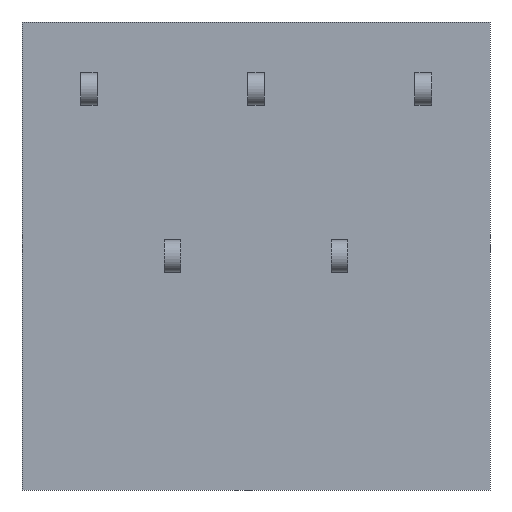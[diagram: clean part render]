
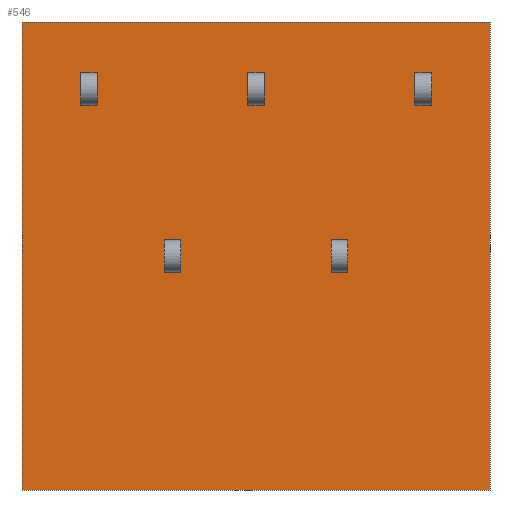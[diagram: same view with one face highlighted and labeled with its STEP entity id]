
A CAD part, front view. The second image highlights one B-rep face of the part: STEP entity #546.
In plain terms, the highlighted planar face has unit normal (0, -1, 0).
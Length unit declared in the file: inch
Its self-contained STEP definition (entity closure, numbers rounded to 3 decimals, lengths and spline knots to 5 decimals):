
#14=FACE_BOUND('',#97,.T.);
#15=FACE_BOUND('',#98,.T.);
#16=FACE_BOUND('',#99,.T.);
#17=FACE_BOUND('',#100,.T.);
#18=FACE_BOUND('',#101,.T.);
#65=FACE_OUTER_BOUND('',#96,.T.);
#96=EDGE_LOOP('',(#463,#464,#465,#466));
#97=EDGE_LOOP('',(#467,#468,#469,#470));
#98=EDGE_LOOP('',(#471,#472,#473,#474));
#99=EDGE_LOOP('',(#475,#476,#477,#478));
#100=EDGE_LOOP('',(#479,#480,#481,#482));
#101=EDGE_LOOP('',(#483,#484,#485,#486));
#103=LINE('',#741,#165);
#107=LINE('',#749,#169);
#109=LINE('',#755,#171);
#112=LINE('',#762,#174);
#113=LINE('',#766,#175);
#117=LINE('',#774,#179);
#119=LINE('',#780,#181);
#122=LINE('',#787,#184);
#123=LINE('',#791,#185);
#127=LINE('',#799,#189);
#129=LINE('',#805,#191);
#132=LINE('',#812,#194);
#133=LINE('',#816,#195);
#137=LINE('',#824,#199);
#139=LINE('',#830,#201);
#142=LINE('',#837,#204);
#143=LINE('',#841,#205);
#147=LINE('',#849,#209);
#149=LINE('',#855,#211);
#152=LINE('',#862,#214);
#155=LINE('',#870,#217);
#159=LINE('',#877,#221);
#162=LINE('',#883,#224);
#164=LINE('',#886,#226);
#165=VECTOR('',#595,0.02);
#169=VECTOR('',#601,0.039);
#171=VECTOR('',#607,0.02);
#174=VECTOR('',#616,0.039);
#175=VECTOR('',#619,0.02);
#179=VECTOR('',#625,0.039);
#181=VECTOR('',#631,0.02);
#184=VECTOR('',#640,0.039);
#185=VECTOR('',#643,0.02);
#189=VECTOR('',#649,0.039);
#191=VECTOR('',#655,0.02);
#194=VECTOR('',#664,0.039);
#195=VECTOR('',#667,0.02);
#199=VECTOR('',#673,0.039);
#201=VECTOR('',#679,0.02);
#204=VECTOR('',#688,0.039);
#205=VECTOR('',#691,0.02);
#209=VECTOR('',#697,0.039);
#211=VECTOR('',#703,0.02);
#214=VECTOR('',#712,0.039);
#217=VECTOR('',#717,0.56);
#221=VECTOR('',#723,0.56);
#224=VECTOR('',#728,0.56);
#226=VECTOR('',#732,0.56);
#227=VERTEX_POINT('',#739);
#228=VERTEX_POINT('',#740);
#231=VERTEX_POINT('',#748);
#233=VERTEX_POINT('',#754);
#235=VERTEX_POINT('',#764);
#236=VERTEX_POINT('',#765);
#239=VERTEX_POINT('',#773);
#241=VERTEX_POINT('',#779);
#243=VERTEX_POINT('',#789);
#244=VERTEX_POINT('',#790);
#247=VERTEX_POINT('',#798);
#249=VERTEX_POINT('',#804);
#251=VERTEX_POINT('',#814);
#252=VERTEX_POINT('',#815);
#255=VERTEX_POINT('',#823);
#257=VERTEX_POINT('',#829);
#259=VERTEX_POINT('',#839);
#260=VERTEX_POINT('',#840);
#263=VERTEX_POINT('',#848);
#265=VERTEX_POINT('',#854);
#269=VERTEX_POINT('',#867);
#270=VERTEX_POINT('',#869);
#272=VERTEX_POINT('',#875);
#274=VERTEX_POINT('',#881);
#275=EDGE_CURVE('',#227,#228,#103,.T.);
#279=EDGE_CURVE('',#231,#227,#107,.T.);
#282=EDGE_CURVE('',#233,#231,#109,.T.);
#286=EDGE_CURVE('',#228,#233,#112,.T.);
#287=EDGE_CURVE('',#235,#236,#113,.T.);
#291=EDGE_CURVE('',#239,#235,#117,.T.);
#294=EDGE_CURVE('',#241,#239,#119,.T.);
#298=EDGE_CURVE('',#236,#241,#122,.T.);
#299=EDGE_CURVE('',#243,#244,#123,.T.);
#303=EDGE_CURVE('',#247,#243,#127,.T.);
#306=EDGE_CURVE('',#249,#247,#129,.T.);
#310=EDGE_CURVE('',#244,#249,#132,.T.);
#311=EDGE_CURVE('',#251,#252,#133,.T.);
#315=EDGE_CURVE('',#255,#251,#137,.T.);
#318=EDGE_CURVE('',#257,#255,#139,.T.);
#322=EDGE_CURVE('',#252,#257,#142,.T.);
#323=EDGE_CURVE('',#259,#260,#143,.T.);
#327=EDGE_CURVE('',#263,#259,#147,.T.);
#330=EDGE_CURVE('',#265,#263,#149,.T.);
#334=EDGE_CURVE('',#260,#265,#152,.T.);
#337=EDGE_CURVE('',#269,#270,#155,.T.);
#341=EDGE_CURVE('',#272,#269,#159,.T.);
#344=EDGE_CURVE('',#274,#272,#162,.T.);
#346=EDGE_CURVE('',#270,#274,#164,.T.);
#463=ORIENTED_EDGE('',*,*,#346,.F.);
#464=ORIENTED_EDGE('',*,*,#337,.F.);
#465=ORIENTED_EDGE('',*,*,#341,.F.);
#466=ORIENTED_EDGE('',*,*,#344,.F.);
#467=ORIENTED_EDGE('',*,*,#279,.T.);
#468=ORIENTED_EDGE('',*,*,#275,.T.);
#469=ORIENTED_EDGE('',*,*,#286,.T.);
#470=ORIENTED_EDGE('',*,*,#282,.T.);
#471=ORIENTED_EDGE('',*,*,#291,.T.);
#472=ORIENTED_EDGE('',*,*,#287,.T.);
#473=ORIENTED_EDGE('',*,*,#298,.T.);
#474=ORIENTED_EDGE('',*,*,#294,.T.);
#475=ORIENTED_EDGE('',*,*,#303,.T.);
#476=ORIENTED_EDGE('',*,*,#299,.T.);
#477=ORIENTED_EDGE('',*,*,#310,.T.);
#478=ORIENTED_EDGE('',*,*,#306,.T.);
#479=ORIENTED_EDGE('',*,*,#315,.T.);
#480=ORIENTED_EDGE('',*,*,#311,.T.);
#481=ORIENTED_EDGE('',*,*,#322,.T.);
#482=ORIENTED_EDGE('',*,*,#318,.T.);
#483=ORIENTED_EDGE('',*,*,#327,.T.);
#484=ORIENTED_EDGE('',*,*,#323,.T.);
#485=ORIENTED_EDGE('',*,*,#334,.T.);
#486=ORIENTED_EDGE('',*,*,#330,.T.);
#515=PLANE('',#589);
#546=ADVANCED_FACE('',(#65,#14,#15,#16,#17,#18),#515,.F.);
#589=AXIS2_PLACEMENT_3D('',#887,#733,#734);
#595=DIRECTION('',(1.,0.,0.));
#601=DIRECTION('',(0.,0.,1.));
#607=DIRECTION('',(-1.,0.,0.));
#616=DIRECTION('',(0.,0.,-1.));
#619=DIRECTION('',(1.,0.,0.));
#625=DIRECTION('',(0.,0.,1.));
#631=DIRECTION('',(-1.,0.,0.));
#640=DIRECTION('',(0.,0.,-1.));
#643=DIRECTION('',(1.,0.,0.));
#649=DIRECTION('',(0.,0.,1.));
#655=DIRECTION('',(-1.,0.,0.));
#664=DIRECTION('',(0.,0.,-1.));
#667=DIRECTION('',(1.,0.,0.));
#673=DIRECTION('',(0.,0.,1.));
#679=DIRECTION('',(-1.,0.,0.));
#688=DIRECTION('',(0.,0.,-1.));
#691=DIRECTION('',(1.,0.,0.));
#697=DIRECTION('',(0.,0.,1.));
#703=DIRECTION('',(-1.,0.,0.));
#712=DIRECTION('',(0.,0.,-1.));
#717=DIRECTION('',(-1.,0.,0.));
#723=DIRECTION('',(0.,0.,-1.));
#728=DIRECTION('',(1.,0.,0.));
#732=DIRECTION('',(0.,0.,1.));
#733=DIRECTION('center_axis',(0.,1.,0.));
#734=DIRECTION('ref_axis',(0.,0.,1.));
#739=CARTESIAN_POINT('',(0.09,0.,0.0195));
#740=CARTESIAN_POINT('',(0.11,0.,0.0195));
#741=CARTESIAN_POINT('',(0.05,0.,0.0195));
#748=CARTESIAN_POINT('',(0.09,0.,-0.0195));
#749=CARTESIAN_POINT('',(0.09,0.,0.));
#754=CARTESIAN_POINT('',(0.11,0.,-0.0195));
#755=CARTESIAN_POINT('',(0.05,0.,-0.0195));
#762=CARTESIAN_POINT('',(0.11,0.,0.));
#764=CARTESIAN_POINT('',(-0.11,0.,0.0195));
#765=CARTESIAN_POINT('',(-0.09,0.,0.0195));
#766=CARTESIAN_POINT('',(-0.05,0.,0.0195));
#773=CARTESIAN_POINT('',(-0.11,0.,-0.0195));
#774=CARTESIAN_POINT('',(-0.11,0.,0.));
#779=CARTESIAN_POINT('',(-0.09,0.,-0.0195));
#780=CARTESIAN_POINT('',(-0.05,0.,-0.0195));
#787=CARTESIAN_POINT('',(-0.09,0.,0.));
#789=CARTESIAN_POINT('',(0.19,0.,0.2195));
#790=CARTESIAN_POINT('',(0.21,0.,0.2195));
#791=CARTESIAN_POINT('',(0.1,0.,0.2195));
#798=CARTESIAN_POINT('',(0.19,0.,0.1805));
#799=CARTESIAN_POINT('',(0.19,0.,0.1));
#804=CARTESIAN_POINT('',(0.21,0.,0.1805));
#805=CARTESIAN_POINT('',(0.1,0.,0.1805));
#812=CARTESIAN_POINT('',(0.21,0.,0.1));
#814=CARTESIAN_POINT('',(-0.01,0.,0.2195));
#815=CARTESIAN_POINT('',(0.01,0.,0.2195));
#816=CARTESIAN_POINT('',(0.,0.,0.2195));
#823=CARTESIAN_POINT('',(-0.01,0.,0.1805));
#824=CARTESIAN_POINT('',(-0.01,0.,0.1));
#829=CARTESIAN_POINT('',(0.01,0.,0.1805));
#830=CARTESIAN_POINT('',(0.,0.,0.1805));
#837=CARTESIAN_POINT('',(0.01,0.,0.1));
#839=CARTESIAN_POINT('',(-0.21,0.,0.2195));
#840=CARTESIAN_POINT('',(-0.19,0.,0.2195));
#841=CARTESIAN_POINT('',(-0.1,0.,0.2195));
#848=CARTESIAN_POINT('',(-0.21,0.,0.1805));
#849=CARTESIAN_POINT('',(-0.21,0.,0.1));
#854=CARTESIAN_POINT('',(-0.19,0.,0.1805));
#855=CARTESIAN_POINT('',(-0.1,0.,0.1805));
#862=CARTESIAN_POINT('',(-0.19,0.,0.1));
#867=CARTESIAN_POINT('',(0.28,0.,-0.28));
#869=CARTESIAN_POINT('',(-0.28,0.,-0.28));
#870=CARTESIAN_POINT('',(0.28,0.,-0.28));
#875=CARTESIAN_POINT('',(0.28,0.,0.28));
#877=CARTESIAN_POINT('',(0.28,0.,0.28));
#881=CARTESIAN_POINT('',(-0.28,0.,0.28));
#883=CARTESIAN_POINT('',(-0.28,0.,0.28));
#886=CARTESIAN_POINT('',(-0.28,0.,-0.28));
#887=CARTESIAN_POINT('Origin',(0.,0.,0.));
